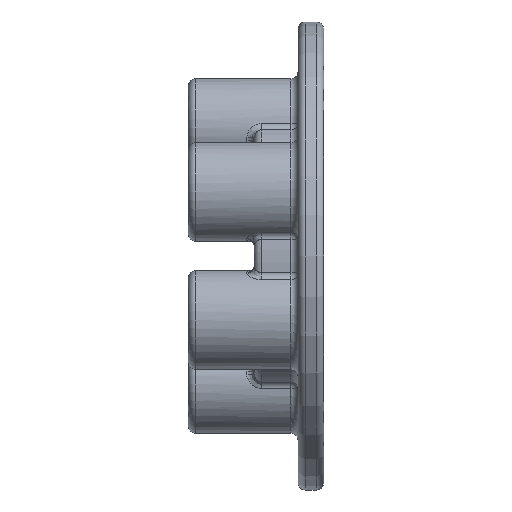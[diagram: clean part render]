
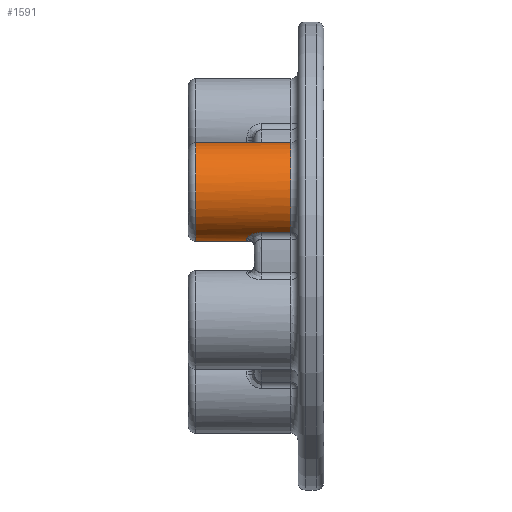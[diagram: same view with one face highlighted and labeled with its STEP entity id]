
A CAD part, left-side view. The second image highlights one B-rep face of the part: STEP entity #1591.
In plain terms, the highlighted cylindrical face has radius 13.5 mm (diameter 27 mm), a partial arc.
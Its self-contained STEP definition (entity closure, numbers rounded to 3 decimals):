
#14 = DIRECTION ( 'NONE',  ( 0., -1., 0. ) ) ;
#135 = CARTESIAN_POINT ( 'NONE',  ( -32.07, 20.416, 4.114 ) ) ;
#166 = CARTESIAN_POINT ( 'NONE',  ( -30.736, 18.685, 4.006 ) ) ;
#177 = CARTESIAN_POINT ( 'NONE',  ( -38.059, 17., 6.445 ) ) ;
#202 = CARTESIAN_POINT ( 'NONE',  ( -33.877, 21., 4.48 ) ) ;
#235 = CARTESIAN_POINT ( 'NONE',  ( -30.418, 17., 4. ) ) ;
#268 = DIRECTION ( 'NONE',  ( 0., 0., 1. ) ) ;
#276 = DIRECTION ( 'NONE',  ( 0., 1., 0. ) ) ;
#282 = DIRECTION ( 'NONE',  ( 0., -1., 0. ) ) ;
#321 = EDGE_CURVE ( 'NONE', #5352, #3353, #6282, .T. ) ;
#361 = CARTESIAN_POINT ( 'NONE',  ( -38.059, 17., 6.445 ) ) ;
#444 = CARTESIAN_POINT ( 'NONE',  ( -36.844, 20.121, 5.684 ) ) ;
#459 = ORIENTED_EDGE ( 'NONE', *, *, #321, .T. ) ;
#469 = ORIENTED_EDGE ( 'NONE', *, *, #5720, .T. ) ;
#528 = CARTESIAN_POINT ( 'NONE',  ( -34.972, 21., 4.828 ) ) ;
#688 = CARTESIAN_POINT ( 'NONE',  ( -30.438, 17.493, 4.001 ) ) ;
#714 = AXIS2_PLACEMENT_3D ( 'NONE', #801, #1955, #7414 ) ;
#731 = LINE ( 'NONE', #1996, #1784 ) ;
#732 = CARTESIAN_POINT ( 'NONE',  ( -30.418, 17.248, 4. ) ) ;
#773 = CARTESIAN_POINT ( 'NONE',  ( -30.518, 17.98, 4.002 ) ) ;
#801 = CARTESIAN_POINT ( 'NONE',  ( -30.311, 9., 17.5 ) ) ;
#877 = CARTESIAN_POINT ( 'NONE',  ( -30.311, 35., 17.5 ) ) ;
#959 = CARTESIAN_POINT ( 'NONE',  ( -38.039, 17.506, 6.431 ) ) ;
#1043 = CARTESIAN_POINT ( 'NONE',  ( -34.73, 21., 4.744 ) ) ;
#1131 = LINE ( 'NONE', #3963, #2477 ) ;
#1171 = CYLINDRICAL_SURFACE ( 'NONE', #1794, 13.5 ) ;
#1294 = CARTESIAN_POINT ( 'NONE',  ( -38.059, 9., 6.445 ) ) ;
#1365 = CARTESIAN_POINT ( 'NONE',  ( -31.208, 19.549, 4.029 ) ) ;
#1406 = CARTESIAN_POINT ( 'NONE',  ( -32.705, 20.77, 4.212 ) ) ;
#1591 = ADVANCED_FACE ( 'NONE', ( #4798 ), #1171, .T. ) ;
#1632 = AXIS2_PLACEMENT_3D ( 'NONE', #877, #6580, #268 ) ;
#1784 = VECTOR ( 'NONE', #3808, 1000. ) ;
#1794 = AXIS2_PLACEMENT_3D ( 'NONE', #3023, #14, #1927 ) ;
#1812 = CARTESIAN_POINT ( 'NONE',  ( -30.418, 17., 4. ) ) ;
#1927 = DIRECTION ( 'NONE',  ( 0., 0., -1. ) ) ;
#1955 = DIRECTION ( 'NONE',  ( 0., 1., 0. ) ) ;
#1996 = CARTESIAN_POINT ( 'NONE',  ( -30.311, 37., 31. ) ) ;
#2316 = DIRECTION ( 'NONE',  ( 0., 0., 1. ) ) ;
#2318 = CARTESIAN_POINT ( 'NONE',  ( -37.432, 19.374, 6.03 ) ) ;
#2326 = ORIENTED_EDGE ( 'NONE', *, *, #5878, .T. ) ;
#2407 = EDGE_CURVE ( 'NONE', #3353, #6116, #4469, .T. ) ;
#2477 = VECTOR ( 'NONE', #6389, 1000. ) ;
#2530 = EDGE_CURVE ( 'NONE', #4024, #3221, #6262, .T. ) ;
#2545 = EDGE_CURVE ( 'NONE', #6293, #6728, #1131, .T. ) ;
#2562 = CARTESIAN_POINT ( 'NONE',  ( -30.311, 9., 4. ) ) ;
#2657 = CARTESIAN_POINT ( 'NONE',  ( -30.833, 18.91, 4.01 ) ) ;
#2862 = CARTESIAN_POINT ( 'NONE',  ( -36.293, 20.555, 5.396 ) ) ;
#2945 = CARTESIAN_POINT ( 'NONE',  ( -35.661, 20.856, 5.103 ) ) ;
#2947 = CARTESIAN_POINT ( 'NONE',  ( -30.311, 9., 31. ) ) ;
#3023 = CARTESIAN_POINT ( 'NONE',  ( -30.311, 37., 17.5 ) ) ;
#3066 = LINE ( 'NONE', #6717, #6537 ) ;
#3104 = CARTESIAN_POINT ( 'NONE',  ( -30.578, 18.221, 4.002 ) ) ;
#3144 = CARTESIAN_POINT ( 'NONE',  ( -31.691, 20.104, 4.069 ) ) ;
#3157 = EDGE_LOOP ( 'NONE', ( #7820, #2326, #459, #4053, #3281, #469, #7555, #3712, #4145, #3573 ) ) ;
#3221 = VERTEX_POINT ( 'NONE', #5361 ) ;
#3281 = ORIENTED_EDGE ( 'NONE', *, *, #6756, .T. ) ;
#3353 = VERTEX_POINT ( 'NONE', #2562 ) ;
#3409 = CARTESIAN_POINT ( 'NONE',  ( -37.962, 18.001, 6.378 ) ) ;
#3535 = CARTESIAN_POINT ( 'NONE',  ( -37.657, 18.944, 6.173 ) ) ;
#3573 = ORIENTED_EDGE ( 'NONE', *, *, #7696, .T. ) ;
#3701 = EDGE_CURVE ( 'NONE', #3221, #6293, #3942, .T. ) ;
#3712 = ORIENTED_EDGE ( 'NONE', *, *, #3701, .T. ) ;
#3808 = DIRECTION ( 'NONE',  ( 0., -1., 0. ) ) ;
#3827 = VERTEX_POINT ( 'NONE', #1812 ) ;
#3871 = EDGE_CURVE ( 'NONE', #6644, #6781, #731, .T. ) ;
#3942 = B_SPLINE_CURVE_WITH_KNOTS ( 'NONE', 3,
 ( #1043, #528, #5870, #2945, #5832, #2862, #4120, #444, #7704, #4552, #2318, #3535, #5960, #3964, #3409, #959, #5788, #361 ),
 .UNSPECIFIED., .F., .F.,
 ( 4, 2, 2, 2, 2, 2, 2, 2, 4 ),
 ( 0., 0.001, 0.002, 0.002, 0.003, 0.004, 0.005, 0.005, 0.006 ),
 .UNSPECIFIED. ) ;
#3963 = CARTESIAN_POINT ( 'NONE',  ( -38.059, 37., 6.445 ) ) ;
#3964 = CARTESIAN_POINT ( 'NONE',  ( -37.904, 18.247, 6.337 ) ) ;
#4024 = VERTEX_POINT ( 'NONE', #7644 ) ;
#4053 = ORIENTED_EDGE ( 'NONE', *, *, #2407, .T. ) ;
#4118 = CARTESIAN_POINT ( 'NONE',  ( -30.311, 21., 17.5 ) ) ;
#4120 = CARTESIAN_POINT ( 'NONE',  ( -36.485, 20.425, 5.493 ) ) ;
#4145 = ORIENTED_EDGE ( 'NONE', *, *, #2545, .T. ) ;
#4386 = CARTESIAN_POINT ( 'NONE',  ( -32.273, 20.549, 4.142 ) ) ;
#4444 = CARTESIAN_POINT ( 'NONE',  ( -30.418, 9., 4. ) ) ;
#4469 = CIRCLE ( 'NONE', #5503, 13.5 ) ;
#4552 = CARTESIAN_POINT ( 'NONE',  ( -37.3, 19.578, 5.949 ) ) ;
#4591 = CARTESIAN_POINT ( 'NONE',  ( -30.311, 35., 31. ) ) ;
#4796 = CIRCLE ( 'NONE', #1632, 13.5 ) ;
#4798 = FACE_OUTER_BOUND ( 'NONE', #3157, .T. ) ;
#4869 = AXIS2_PLACEMENT_3D ( 'NONE', #4118, #6469, #2316 ) ;
#4991 = CARTESIAN_POINT ( 'NONE',  ( -32.937, 20.857, 4.256 ) ) ;
#5025 = CARTESIAN_POINT ( 'NONE',  ( -31.517, 19.928, 4.053 ) ) ;
#5067 = DIRECTION ( 'NONE',  ( 0., 0., 1. ) ) ;
#5149 = CARTESIAN_POINT ( 'NONE',  ( -30.311, 9., 17.5 ) ) ;
#5352 = VERTEX_POINT ( 'NONE', #5857 ) ;
#5361 = CARTESIAN_POINT ( 'NONE',  ( -34.73, 21., 4.744 ) ) ;
#5503 = AXIS2_PLACEMENT_3D ( 'NONE', #5149, #276, #5067 ) ;
#5519 = CARTESIAN_POINT ( 'NONE',  ( -31.07, 19.344, 4.021 ) ) ;
#5713 = CARTESIAN_POINT ( 'NONE',  ( -30.311, 37., 4. ) ) ;
#5720 = EDGE_CURVE ( 'NONE', #3827, #4024, #7562, .T. ) ;
#5788 = CARTESIAN_POINT ( 'NONE',  ( -38.059, 17.255, 6.445 ) ) ;
#5832 = CARTESIAN_POINT ( 'NONE',  ( -35.882, 20.77, 5.201 ) ) ;
#5857 = CARTESIAN_POINT ( 'NONE',  ( -30.311, 35., 4. ) ) ;
#5870 = CARTESIAN_POINT ( 'NONE',  ( -35.206, 20.97, 4.916 ) ) ;
#5878 = EDGE_CURVE ( 'NONE', #6644, #5352, #4796, .T. ) ;
#5960 = CARTESIAN_POINT ( 'NONE',  ( -37.751, 18.718, 6.235 ) ) ;
#6009 = VECTOR ( 'NONE', #282, 1000. ) ;
#6083 = DIRECTION ( 'NONE',  ( 0., 1., 0. ) ) ;
#6116 = VERTEX_POINT ( 'NONE', #4444 ) ;
#6262 = CIRCLE ( 'NONE', #4869, 13.5 ) ;
#6282 = LINE ( 'NONE', #5713, #6009 ) ;
#6293 = VERTEX_POINT ( 'NONE', #177 ) ;
#6389 = DIRECTION ( 'NONE',  ( 0., -1., 0. ) ) ;
#6469 = DIRECTION ( 'NONE',  ( 0., 1., 0. ) ) ;
#6537 = VECTOR ( 'NONE', #6083, 1000. ) ;
#6580 = DIRECTION ( 'NONE',  ( 0., -1., 0. ) ) ;
#6644 = VERTEX_POINT ( 'NONE', #4591 ) ;
#6717 = CARTESIAN_POINT ( 'NONE',  ( -30.418, 37., 4. ) ) ;
#6728 = VERTEX_POINT ( 'NONE', #1294 ) ;
#6756 = EDGE_CURVE ( 'NONE', #6116, #3827, #3066, .T. ) ;
#6781 = VERTEX_POINT ( 'NONE', #2947 ) ;
#7032 = CIRCLE ( 'NONE', #714, 13.5 ) ;
#7414 = DIRECTION ( 'NONE',  ( 0., 0., 1. ) ) ;
#7423 = CARTESIAN_POINT ( 'NONE',  ( -33.401, 20.971, 4.356 ) ) ;
#7489 = CARTESIAN_POINT ( 'NONE',  ( -33.637, 21., 4.414 ) ) ;
#7555 = ORIENTED_EDGE ( 'NONE', *, *, #2530, .T. ) ;
#7562 = B_SPLINE_CURVE_WITH_KNOTS ( 'NONE', 3,
 ( #235, #732, #688, #773, #3104, #166, #2657, #5519, #1365, #5025, #3144, #135, #4386, #1406, #4991, #7423, #7489, #202 ),
 .UNSPECIFIED., .F., .F.,
 ( 4, 2, 2, 2, 2, 2, 2, 2, 4 ),
 ( 0., 0.001, 0.001, 0.002, 0.003, 0.004, 0.004, 0.005, 0.006 ),
 .UNSPECIFIED. ) ;
#7644 = CARTESIAN_POINT ( 'NONE',  ( -33.877, 21., 4.48 ) ) ;
#7696 = EDGE_CURVE ( 'NONE', #6728, #6781, #7032, .T. ) ;
#7704 = CARTESIAN_POINT ( 'NONE',  ( -37.008, 19.95, 5.777 ) ) ;
#7820 = ORIENTED_EDGE ( 'NONE', *, *, #3871, .F. ) ;
